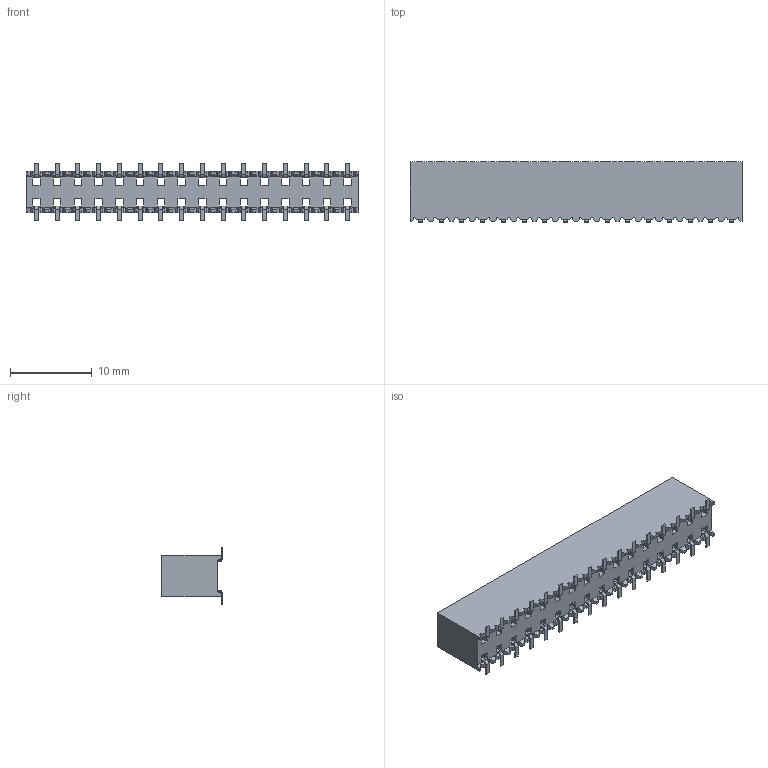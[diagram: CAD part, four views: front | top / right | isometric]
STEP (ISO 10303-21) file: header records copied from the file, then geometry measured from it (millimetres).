
FILE_DESCRIPTION(/* description */ ('STEP AP214'),/* implementation_level */ '2;1');
FILE_NAME(/* name */ 'SSM-116-L-DV',/* time_stamp */ '2024-10-23T16:39:55+02:00',/* author */ ('License CC BY-ND 4.0'),/* organization */ ('CADENAS'),/* preprocessor_version */ 'ST-DEVELOPER v19.3',/* originating_system */ 'PARTsolutions',/* authorisation */ ' ');
FILE_SCHEMA (('AUTOMOTIVE_DESIGN {1 0 10303 214 3 1 1}'));
Length unit declared in the file: inch
Products named in the file (3): SSM-116-L-DV; SSM-116-L-DV_body; C-137-01-L16
Assembly tree (2 placements, depth 2):
  SSM-116-L-DV
    SSM-116-L-DV_body
    C-137-01-L16
Bounding box: 40.64 x 7.42 x 7.04 mm (x, y, z)
Volume: 1245.4 mm3; surface area: 2170.2 mm2
Topology: 2 solids, 2 shells, 773 faces, 2304 edges, 1536 vertices
Faces by surface type: plane 709, cylinder 64
Entity records: 25788 total; most frequent: CARTESIAN_POINT 4616, ORIENTED_EDGE 4608, DIRECTION 3984, EDGE_CURVE 2304, LINE 2176, VECTOR 2176, VERTEX_POINT 1536, AXIS2_PLACEMENT_3D 904
